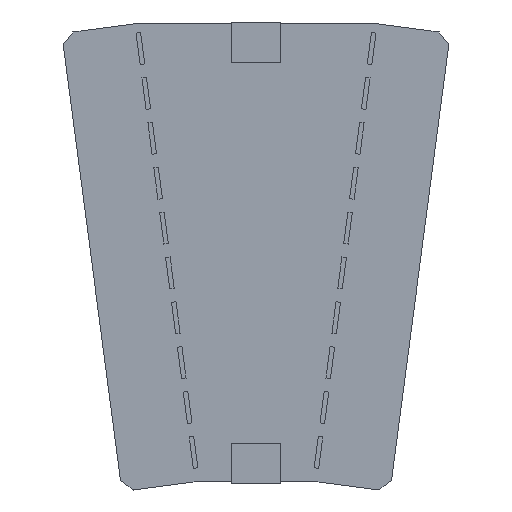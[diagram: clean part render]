
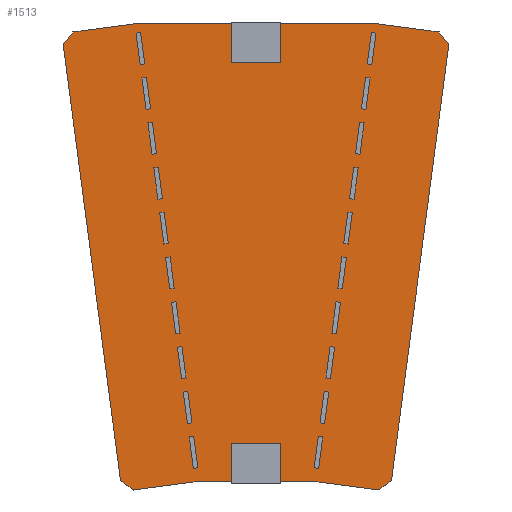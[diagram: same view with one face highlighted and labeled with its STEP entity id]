
A CAD part, top view. The second image highlights one B-rep face of the part: STEP entity #1513.
In plain terms, the highlighted planar face has unit normal (0, 0, 1).
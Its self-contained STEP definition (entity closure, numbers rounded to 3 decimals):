
#95=FACE_OUTER_BOUND('',#165,.T.);
#165=EDGE_LOOP('',(#1235,#1236,#1237,#1238,#1239,#1240,#1241,#1242,#1243,
#1244,#1245,#1246));
#283=LINE('',#2260,#515);
#287=LINE('',#2268,#519);
#290=LINE('',#2274,#522);
#293=LINE('',#2280,#525);
#296=LINE('',#2286,#528);
#299=LINE('',#2292,#531);
#302=LINE('',#2298,#534);
#305=LINE('',#2304,#537);
#308=LINE('',#2310,#540);
#311=LINE('',#2316,#543);
#314=LINE('',#2322,#546);
#317=LINE('',#2327,#549);
#515=VECTOR('',#1826,1.);
#519=VECTOR('',#1832,1.);
#522=VECTOR('',#1837,1.);
#525=VECTOR('',#1842,1.);
#528=VECTOR('',#1847,1.);
#531=VECTOR('',#1852,1.);
#534=VECTOR('',#1857,1.);
#537=VECTOR('',#1862,1.);
#540=VECTOR('',#1867,1.);
#543=VECTOR('',#1872,1.);
#546=VECTOR('',#1877,1.);
#549=VECTOR('',#1882,1.);
#747=VERTEX_POINT('',#2258);
#748=VERTEX_POINT('',#2259);
#751=VERTEX_POINT('',#2267);
#753=VERTEX_POINT('',#2273);
#755=VERTEX_POINT('',#2279);
#757=VERTEX_POINT('',#2285);
#759=VERTEX_POINT('',#2291);
#761=VERTEX_POINT('',#2297);
#763=VERTEX_POINT('',#2303);
#765=VERTEX_POINT('',#2309);
#767=VERTEX_POINT('',#2315);
#769=VERTEX_POINT('',#2321);
#955=EDGE_CURVE('',#747,#748,#283,.T.);
#959=EDGE_CURVE('',#748,#751,#287,.T.);
#962=EDGE_CURVE('',#751,#753,#290,.T.);
#965=EDGE_CURVE('',#753,#755,#293,.T.);
#968=EDGE_CURVE('',#755,#757,#296,.T.);
#971=EDGE_CURVE('',#757,#759,#299,.T.);
#974=EDGE_CURVE('',#759,#761,#302,.T.);
#977=EDGE_CURVE('',#761,#763,#305,.T.);
#980=EDGE_CURVE('',#763,#765,#308,.T.);
#983=EDGE_CURVE('',#765,#767,#311,.T.);
#986=EDGE_CURVE('',#767,#769,#314,.T.);
#989=EDGE_CURVE('',#769,#747,#317,.T.);
#1235=ORIENTED_EDGE('',*,*,#989,.T.);
#1236=ORIENTED_EDGE('',*,*,#955,.T.);
#1237=ORIENTED_EDGE('',*,*,#959,.T.);
#1238=ORIENTED_EDGE('',*,*,#962,.T.);
#1239=ORIENTED_EDGE('',*,*,#965,.T.);
#1240=ORIENTED_EDGE('',*,*,#968,.T.);
#1241=ORIENTED_EDGE('',*,*,#971,.T.);
#1242=ORIENTED_EDGE('',*,*,#974,.T.);
#1243=ORIENTED_EDGE('',*,*,#977,.T.);
#1244=ORIENTED_EDGE('',*,*,#980,.T.);
#1245=ORIENTED_EDGE('',*,*,#983,.T.);
#1246=ORIENTED_EDGE('',*,*,#986,.T.);
#1443=PLANE('',#1664);
#1513=ADVANCED_FACE('',(#95),#1443,.T.);
#1664=AXIS2_PLACEMENT_3D('',#2329,#1884,#1885);
#1826=DIRECTION('',(-0.609,0.793,0.));
#1832=DIRECTION('',(-0.991,0.131,0.));
#1837=DIRECTION('',(-1.,0.,0.));
#1842=DIRECTION('',(-0.991,-0.131,0.));
#1847=DIRECTION('',(-0.609,-0.793,0.));
#1852=DIRECTION('',(0.131,-0.991,0.));
#1857=DIRECTION('',(0.793,-0.609,0.));
#1862=DIRECTION('',(0.991,0.131,0.));
#1867=DIRECTION('',(1.,0.,0.));
#1872=DIRECTION('',(0.991,-0.131,0.));
#1877=DIRECTION('',(0.793,0.609,0.));
#1882=DIRECTION('',(0.131,0.991,0.));
#1884=DIRECTION('center_axis',(0.,0.,1.));
#1885=DIRECTION('ref_axis',(-1.,0.,0.));
#2258=CARTESIAN_POINT('',(166.038,183.552,10.277));
#2259=CARTESIAN_POINT('',(161.733,189.161,10.277));
#2260=CARTESIAN_POINT('',(166.038,183.552,10.277));
#2267=CARTESIAN_POINT('',(133.972,192.816,10.277));
#2268=CARTESIAN_POINT('',(161.733,189.161,10.277));
#2273=CARTESIAN_POINT('',(27.68,192.816,10.277));
#2274=CARTESIAN_POINT('',(133.972,192.816,10.277));
#2279=CARTESIAN_POINT('',(-0.081,189.161,10.277));
#2280=CARTESIAN_POINT('',(27.68,192.816,10.277));
#2285=CARTESIAN_POINT('',(-4.386,183.552,10.277));
#2286=CARTESIAN_POINT('',(-0.081,189.161,10.277));
#2291=CARTESIAN_POINT('',(20.956,-8.934,10.277));
#2292=CARTESIAN_POINT('',(-4.386,183.552,10.277));
#2297=CARTESIAN_POINT('',(26.566,-13.239,10.277));
#2298=CARTESIAN_POINT('',(20.956,-8.934,10.277));
#2303=CARTESIAN_POINT('',(54.326,-9.584,10.277));
#2304=CARTESIAN_POINT('',(26.566,-13.239,10.277));
#2309=CARTESIAN_POINT('',(107.326,-9.584,10.277));
#2310=CARTESIAN_POINT('',(54.326,-9.584,10.277));
#2315=CARTESIAN_POINT('',(135.086,-13.239,10.277));
#2316=CARTESIAN_POINT('',(107.326,-9.584,10.277));
#2321=CARTESIAN_POINT('',(140.696,-8.934,10.277));
#2322=CARTESIAN_POINT('',(135.086,-13.239,10.277));
#2327=CARTESIAN_POINT('',(140.696,-8.934,10.277));
#2329=CARTESIAN_POINT('Origin',(80.826,96.564,10.277));
